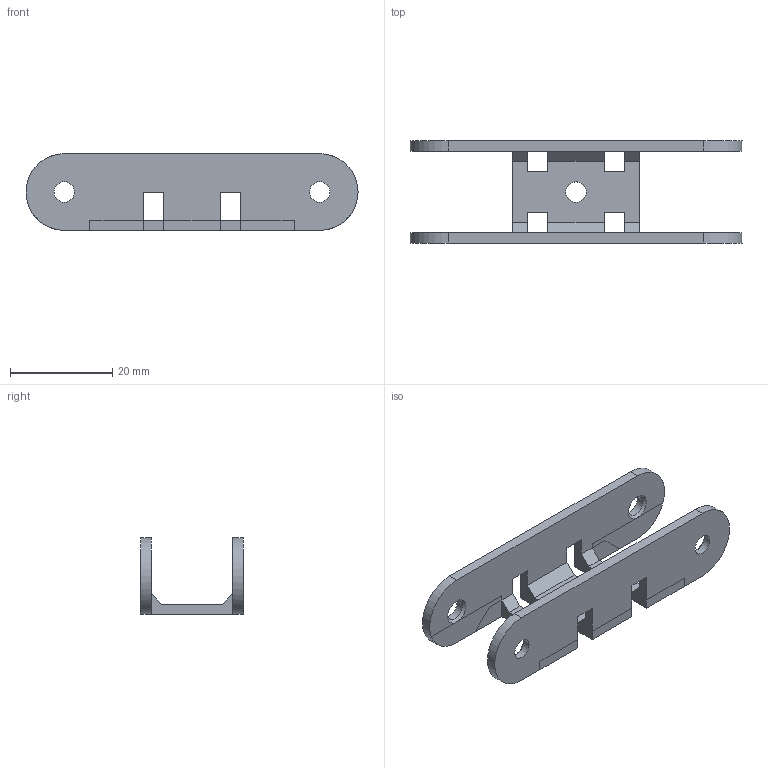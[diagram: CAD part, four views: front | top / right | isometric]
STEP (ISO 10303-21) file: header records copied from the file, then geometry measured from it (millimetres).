
FILE_DESCRIPTION(('FreeCAD Model'),'2;1');
FILE_NAME('PentoV2.step','2016-01-02T22:00:43',( 'Author'),(''),'Open CASCADE STEP processor 6.8','FreeCAD','Unknown' );
FILE_SCHEMA(('AUTOMOTIVE_DESIGN_CC2 { 1 2 10303 214 -1 1 5 4 }'));
Length unit declared in the file: millimetre
Products named in the file (2): ASSEMBLY; Pento008
Assembly tree (1 placements, depth 2):
  ASSEMBLY
    Pento008
Bounding box: 65 x 20 x 15 mm (x, y, z)
Volume: 4074.4 mm3; surface area: 4910.1 mm2
Topology: 1 solids, 1 shells, 69 faces, 237 edges, 154 vertices
Faces by surface type: plane 56, cylinder 9, cone 4
Full cylindrical faces by diameter (mm): 4 x5
Entity records: 5472 total; most frequent: CARTESIAN_POINT 1172, DIRECTION 710, LINE 505, VECTOR 505, ORIENTED_EDGE 458, PCURVE 458, DEFINITIONAL_REPRESENTATION 458, EDGE_CURVE 229
